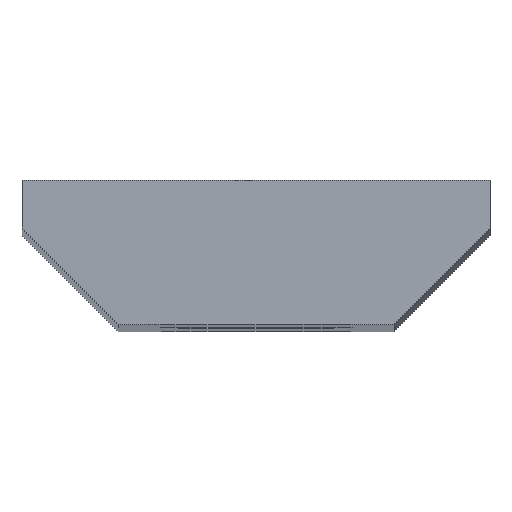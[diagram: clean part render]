
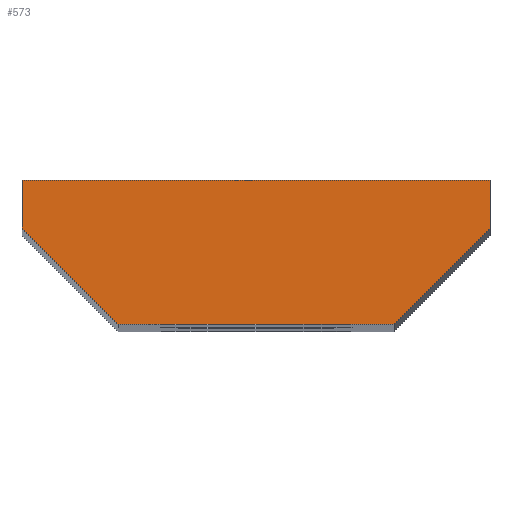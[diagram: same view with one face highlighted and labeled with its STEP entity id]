
A CAD part, top view. The second image highlights one B-rep face of the part: STEP entity #573.
In plain terms, the highlighted planar face has unit normal (0, 0, 1).
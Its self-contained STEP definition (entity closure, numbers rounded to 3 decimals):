
#309=ORIENTED_EDGE('',*,*,#416,.F.);
#310=ORIENTED_EDGE('',*,*,#417,.T.);
#311=ORIENTED_EDGE('',*,*,#413,.F.);
#312=ORIENTED_EDGE('',*,*,#408,.F.);
#313=ORIENTED_EDGE('',*,*,#418,.F.);
#314=ORIENTED_EDGE('',*,*,#419,.F.);
#352=VECTOR('',#484,1.);
#353=VECTOR('',#495,1.);
#356=VECTOR('',#500,1.);
#357=VECTOR('',#501,1.);
#358=VECTOR('',#502,1.);
#359=VECTOR('',#503,1.);
#370=LINE('',#601,#352);
#371=LINE('',#612,#353);
#374=LINE('',#619,#356);
#375=LINE('',#620,#357);
#376=LINE('',#622,#358);
#377=LINE('',#623,#359);
#386=VERTEX_POINT('',#595);
#388=VERTEX_POINT('',#599);
#393=VERTEX_POINT('',#611);
#395=VERTEX_POINT('',#617);
#396=VERTEX_POINT('',#618);
#397=VERTEX_POINT('',#621);
#408=EDGE_CURVE('',#388,#386,#370,.T.);
#413=EDGE_CURVE('',#386,#393,#371,.T.);
#416=EDGE_CURVE('',#395,#396,#374,.T.);
#417=EDGE_CURVE('',#395,#393,#375,.T.);
#418=EDGE_CURVE('',#397,#388,#376,.T.);
#419=EDGE_CURVE('',#396,#397,#377,.T.);
#437=EDGE_LOOP('',(#309,#310,#311,#312,#313,#314));
#461=FACE_BOUND('',#437,.T.);
#484=DIRECTION('',(-11.5,0.,0.));
#495=DIRECTION('',(-4.,4.,0.));
#498=DIRECTION('',(0.,0.,1.));
#499=DIRECTION('',(0.,-1.,0.));
#500=DIRECTION('',(19.5,0.,0.));
#501=DIRECTION('',(0.,-2.,0.));
#502=DIRECTION('',(-4.,-4.,0.));
#503=DIRECTION('',(0.,-2.,0.));
#547=AXIS2_PLACEMENT_3D('',#616,#498,#499);
#565=PLANE('',#547);
#573=ADVANCED_FACE('',(#461),#565,.T.);
#595=CARTESIAN_POINT('',(-5.75,0.,190.));
#599=CARTESIAN_POINT('',(5.75,0.,190.));
#601=CARTESIAN_POINT('',(5.75,0.,190.));
#611=CARTESIAN_POINT('',(-9.75,4.,190.));
#612=CARTESIAN_POINT('',(-5.75,0.,190.));
#616=CARTESIAN_POINT('',(-9.75,6.,190.));
#617=CARTESIAN_POINT('',(-9.75,6.,190.));
#618=CARTESIAN_POINT('',(9.75,6.,190.));
#619=CARTESIAN_POINT('',(-9.75,6.,190.));
#620=CARTESIAN_POINT('',(-9.75,6.,190.));
#621=CARTESIAN_POINT('',(9.75,4.,190.));
#622=CARTESIAN_POINT('',(9.75,4.,190.));
#623=CARTESIAN_POINT('',(9.75,6.,190.));
